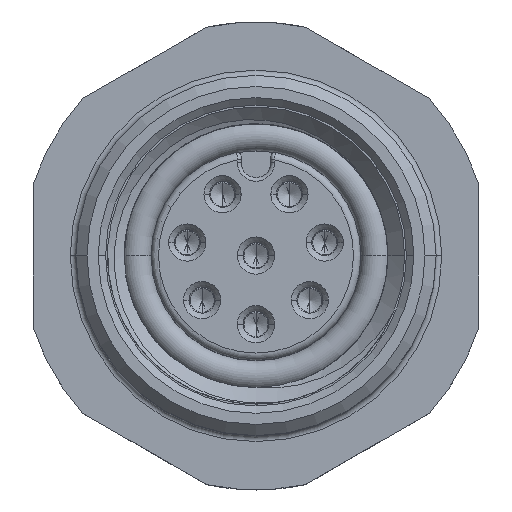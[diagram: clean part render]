
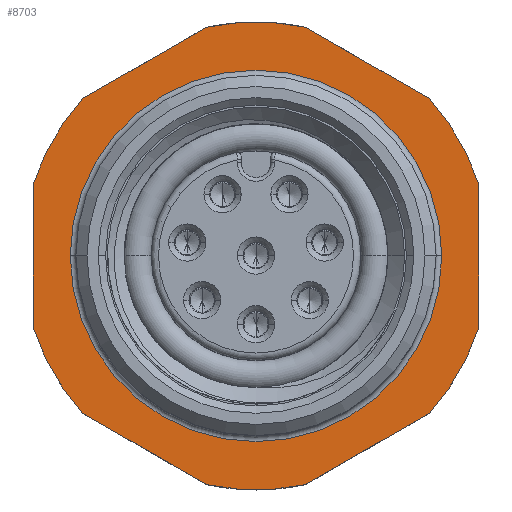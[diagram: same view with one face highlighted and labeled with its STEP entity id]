
A CAD part, top view. The second image highlights one B-rep face of the part: STEP entity #8703.
In plain terms, the highlighted planar face has unit normal (0, 0, 1).
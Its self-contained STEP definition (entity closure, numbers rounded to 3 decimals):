
#4800=CARTESIAN_POINT('',(0.,0.,-0.3));
#4801=DIRECTION('',(0.,0.,1.));
#4802=DIRECTION('',(0.212,0.977,0.));
#4803=AXIS2_PLACEMENT_3D('',#4800,#4801,#4802);
#4805=DIRECTION('',(-0.866,0.5,0.));
#4806=VECTOR('',#4805,3.842);
#4807=CARTESIAN_POINT('',(4.664,4.236,-0.3));
#4808=LINE('',#4807,#4806);
#4809=CARTESIAN_POINT('',(0.,0.,-0.3));
#4810=DIRECTION('',(0.,0.,1.));
#4811=DIRECTION('',(0.952,0.305,0.));
#4812=AXIS2_PLACEMENT_3D('',#4809,#4810,#4811);
#4814=DIRECTION('',(0.,1.,0.));
#4815=VECTOR('',#4814,3.842);
#4816=CARTESIAN_POINT('',(6.,-1.921,-0.3));
#4817=LINE('',#4816,#4815);
#4818=CARTESIAN_POINT('',(0.,0.,-0.3));
#4819=DIRECTION('',(0.,0.,1.));
#4820=DIRECTION('',(0.74,-0.672,0.));
#4821=AXIS2_PLACEMENT_3D('',#4818,#4819,#4820);
#4823=DIRECTION('',(0.866,0.5,0.));
#4824=VECTOR('',#4823,3.842);
#4825=CARTESIAN_POINT('',(1.336,-6.157,-0.3));
#4826=LINE('',#4825,#4824);
#4827=CARTESIAN_POINT('',(0.,0.,-0.3));
#4828=DIRECTION('',(0.,0.,1.));
#4829=DIRECTION('',(-0.212,-0.977,0.));
#4830=AXIS2_PLACEMENT_3D('',#4827,#4828,#4829);
#4832=DIRECTION('',(0.866,-0.5,0.));
#4833=VECTOR('',#4832,3.842);
#4834=CARTESIAN_POINT('',(-4.664,-4.236,-0.3));
#4835=LINE('',#4834,#4833);
#4836=CARTESIAN_POINT('',(0.,0.,-0.3));
#4837=DIRECTION('',(0.,0.,1.));
#4838=DIRECTION('',(-0.952,-0.305,0.));
#4839=AXIS2_PLACEMENT_3D('',#4836,#4837,#4838);
#4841=DIRECTION('',(0.,-1.,0.));
#4842=VECTOR('',#4841,3.842);
#4843=CARTESIAN_POINT('',(-6.,1.921,-0.3));
#4844=LINE('',#4843,#4842);
#4845=CARTESIAN_POINT('',(0.,0.,-0.3));
#4846=DIRECTION('',(0.,0.,1.));
#4847=DIRECTION('',(-0.74,0.672,0.));
#4848=AXIS2_PLACEMENT_3D('',#4845,#4846,#4847);
#4850=DIRECTION('',(-0.866,-0.5,0.));
#4851=VECTOR('',#4850,3.842);
#4852=CARTESIAN_POINT('',(-1.336,6.157,-0.3));
#4853=LINE('',#4852,#4851);
#4854=CARTESIAN_POINT('',(0.,0.,-0.3));
#4855=DIRECTION('',(0.,0.,-1.));
#4856=DIRECTION('',(1.,0.,0.));
#4857=AXIS2_PLACEMENT_3D('',#4854,#4855,#4856);
#4859=CARTESIAN_POINT('',(0.,0.,-0.3));
#4860=DIRECTION('',(0.,0.,-1.));
#4861=DIRECTION('',(-1.,0.,0.));
#4862=AXIS2_PLACEMENT_3D('',#4859,#4860,#4861);
#8159=CARTESIAN_POINT('',(1.336,6.157,-0.3));
#8160=CARTESIAN_POINT('',(-1.336,6.157,-0.3));
#8161=VERTEX_POINT('',#8159);
#8162=VERTEX_POINT('',#8160);
#8163=CARTESIAN_POINT('',(-4.664,4.236,-0.3));
#8164=VERTEX_POINT('',#8163);
#8165=CARTESIAN_POINT('',(-6.,1.921,-0.3));
#8166=VERTEX_POINT('',#8165);
#8167=CARTESIAN_POINT('',(-6.,-1.921,-0.3));
#8168=VERTEX_POINT('',#8167);
#8169=CARTESIAN_POINT('',(-4.664,-4.236,-0.3));
#8170=VERTEX_POINT('',#8169);
#8171=CARTESIAN_POINT('',(-1.336,-6.157,-0.3));
#8172=VERTEX_POINT('',#8171);
#8173=CARTESIAN_POINT('',(1.336,-6.157,-0.3));
#8174=VERTEX_POINT('',#8173);
#8175=CARTESIAN_POINT('',(4.664,-4.236,-0.3));
#8176=VERTEX_POINT('',#8175);
#8177=CARTESIAN_POINT('',(6.,-1.921,-0.3));
#8178=VERTEX_POINT('',#8177);
#8179=CARTESIAN_POINT('',(6.,1.921,-0.3));
#8180=VERTEX_POINT('',#8179);
#8181=CARTESIAN_POINT('',(4.664,4.236,-0.3));
#8182=VERTEX_POINT('',#8181);
#8255=CARTESIAN_POINT('',(5.,0.,-0.3));
#8256=CARTESIAN_POINT('',(-5.,0.,-0.3));
#8257=VERTEX_POINT('',#8255);
#8258=VERTEX_POINT('',#8256);
#8678=CARTESIAN_POINT('',(0.,0.,-0.3));
#8679=DIRECTION('',(0.,0.,1.));
#8680=DIRECTION('',(1.,0.,0.));
#8681=AXIS2_PLACEMENT_3D('',#8678,#8679,#8680);
#8682=PLANE('',#8681);
#8683=ORIENTED_EDGE('',*,*,#8516,.F.);
#8684=ORIENTED_EDGE('',*,*,#8532,.F.);
#8685=ORIENTED_EDGE('',*,*,#8546,.F.);
#8686=ORIENTED_EDGE('',*,*,#8560,.F.);
#8687=ORIENTED_EDGE('',*,*,#8574,.F.);
#8688=ORIENTED_EDGE('',*,*,#8588,.F.);
#8689=ORIENTED_EDGE('',*,*,#8603,.F.);
#8690=ORIENTED_EDGE('',*,*,#8617,.F.);
#8691=ORIENTED_EDGE('',*,*,#8631,.F.);
#8692=ORIENTED_EDGE('',*,*,#8645,.F.);
#8693=ORIENTED_EDGE('',*,*,#8659,.F.);
#8694=ORIENTED_EDGE('',*,*,#8672,.F.);
#8695=EDGE_LOOP('',(#8683,#8684,#8685,#8686,#8687,#8688,#8689,#8690,#8691,#8692,
#8693,#8694));
#8696=FACE_OUTER_BOUND('',#8695,.F.);
#8698=ORIENTED_EDGE('',*,*,#8697,.F.);
#8700=ORIENTED_EDGE('',*,*,#8699,.F.);
#8701=EDGE_LOOP('',(#8698,#8700));
#8702=FACE_BOUND('',#8701,.F.);
#4804=CIRCLE('',#4803,6.3);
#4813=CIRCLE('',#4812,6.3);
#4822=CIRCLE('',#4821,6.3);
#4831=CIRCLE('',#4830,6.3);
#4840=CIRCLE('',#4839,6.3);
#4849=CIRCLE('',#4848,6.3);
#4858=CIRCLE('',#4857,5.);
#4863=CIRCLE('',#4862,5.);
#8516=EDGE_CURVE('',#8161,#8162,#4804,.T.);
#8532=EDGE_CURVE('',#8182,#8161,#4808,.T.);
#8546=EDGE_CURVE('',#8180,#8182,#4813,.T.);
#8560=EDGE_CURVE('',#8178,#8180,#4817,.T.);
#8574=EDGE_CURVE('',#8176,#8178,#4822,.T.);
#8588=EDGE_CURVE('',#8174,#8176,#4826,.T.);
#8603=EDGE_CURVE('',#8172,#8174,#4831,.T.);
#8617=EDGE_CURVE('',#8170,#8172,#4835,.T.);
#8631=EDGE_CURVE('',#8168,#8170,#4840,.T.);
#8645=EDGE_CURVE('',#8166,#8168,#4844,.T.);
#8659=EDGE_CURVE('',#8164,#8166,#4849,.T.);
#8672=EDGE_CURVE('',#8162,#8164,#4853,.T.);
#8697=EDGE_CURVE('',#8257,#8258,#4858,.T.);
#8699=EDGE_CURVE('',#8258,#8257,#4863,.T.);
#8703=ADVANCED_FACE('',(#8696,#8702),#8682,.T.);
